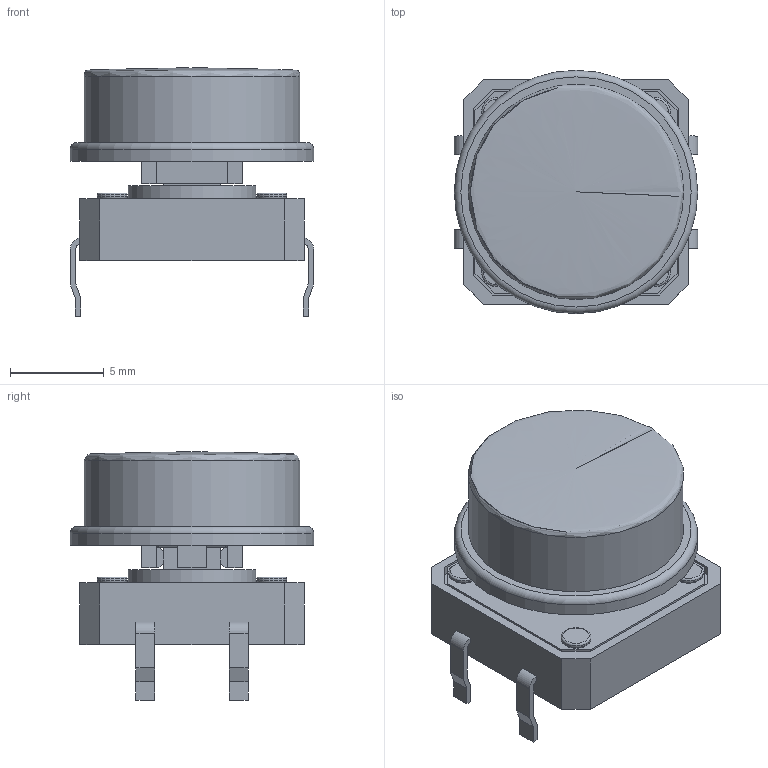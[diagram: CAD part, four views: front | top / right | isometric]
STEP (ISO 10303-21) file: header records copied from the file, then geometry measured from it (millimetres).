
FILE_DESCRIPTION(('FreeCAD Model'),'2;1');
FILE_NAME('Yellow_sp.step', '2020-05-29T11:31:19',('kicad StepUp'),('ksu MCAD'), 'Open CASCADE STEP processor 7.3','FreeCAD','Unknown');
FILE_SCHEMA(('AUTOMOTIVE_DESIGN { 1 0 10303 214 1 1 1 1 }'));
Length unit declared in the file: millimetre
Products named in the file (1): Yellow_sp
Bounding box: 13.02 x 13 x 13.28 mm (x, y, z)
Volume: 676.6 mm3; surface area: 1602.3 mm2
Topology: 3 solids, 3 shells, 192 faces, 466 edges, 287 vertices
Faces by surface type: plane 135, cylinder 38, torus 10, sphere 8, revolution 1
Full cylindrical faces by diameter (mm): 0.98 x4, 1 x4, 1.6 x4, 2 x1, 6.8 x1, 7 x1, 10.9 x1, 11.502 x1, 13 x1
Entity records: 6847 total; most frequent: CARTESIAN_POINT 950, DIRECTION 941, ORIENTED_EDGE 914, EDGE_CURVE 457, LINE 356, VECTOR 356, AXIS2_PLACEMENT_3D 292, VERTEX_POINT 287
